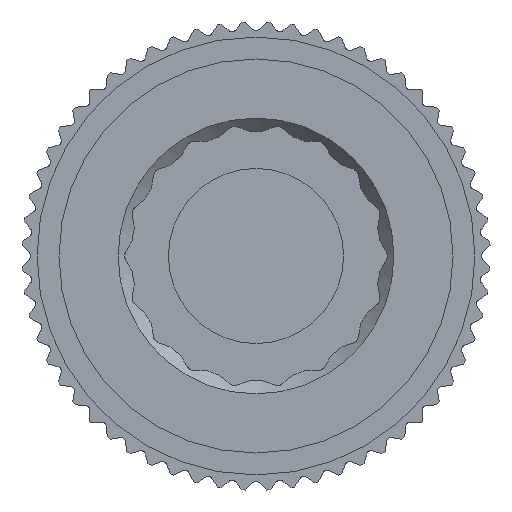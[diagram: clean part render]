
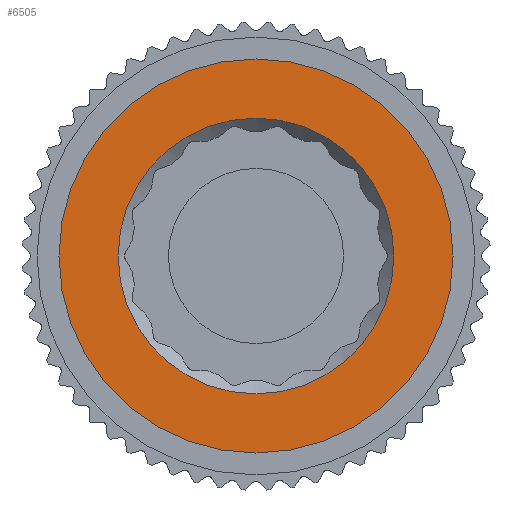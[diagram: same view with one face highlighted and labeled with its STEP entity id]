
A CAD part, front view. The second image highlights one B-rep face of the part: STEP entity #6505.
In plain terms, the highlighted planar face has unit normal (0, -1, 0).
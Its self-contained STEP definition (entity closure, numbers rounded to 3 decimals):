
#75=FACE_BOUND('',#650,.T.);
#116=PLANE('',#6915);
#320=FACE_OUTER_BOUND('',#649,.T.);
#649=EDGE_LOOP('',(#4459));
#650=EDGE_LOOP('',(#4460));
#2101=CIRCLE('',#6781,4.5);
#2159=CIRCLE('',#6914,3.15);
#2408=VERTEX_POINT('',#9287);
#2557=VERTEX_POINT('',#10041);
#3050=EDGE_CURVE('',#2408,#2408,#2101,.T.);
#3274=EDGE_CURVE('',#2557,#2557,#2159,.T.);
#4459=ORIENTED_EDGE('',*,*,#3050,.T.);
#4460=ORIENTED_EDGE('',*,*,#3274,.F.);
#6505=ADVANCED_FACE('',(#320,#75),#116,.T.);
#6781=AXIS2_PLACEMENT_3D('',#9288,#7419,#7420);
#6914=AXIS2_PLACEMENT_3D('',#10043,#7796,#7797);
#6915=AXIS2_PLACEMENT_3D('',#10044,#7798,#7799);
#7419=DIRECTION('center_axis',(0.,-1.,0.));
#7420=DIRECTION('ref_axis',(1.,0.,0.));
#7796=DIRECTION('center_axis',(0.,-1.,0.));
#7797=DIRECTION('ref_axis',(1.,0.,0.));
#7798=DIRECTION('center_axis',(0.,-1.,0.));
#7799=DIRECTION('ref_axis',(0.,0.,-1.));
#9287=CARTESIAN_POINT('',(-8.527,-6.939,0.));
#9288=CARTESIAN_POINT('Origin',(-4.027,-6.939,0.));
#10041=CARTESIAN_POINT('',(-7.177,-6.939,0.));
#10043=CARTESIAN_POINT('Origin',(-4.027,-6.939,0.));
#10044=CARTESIAN_POINT('Origin',(-4.027,-6.939,0.));
